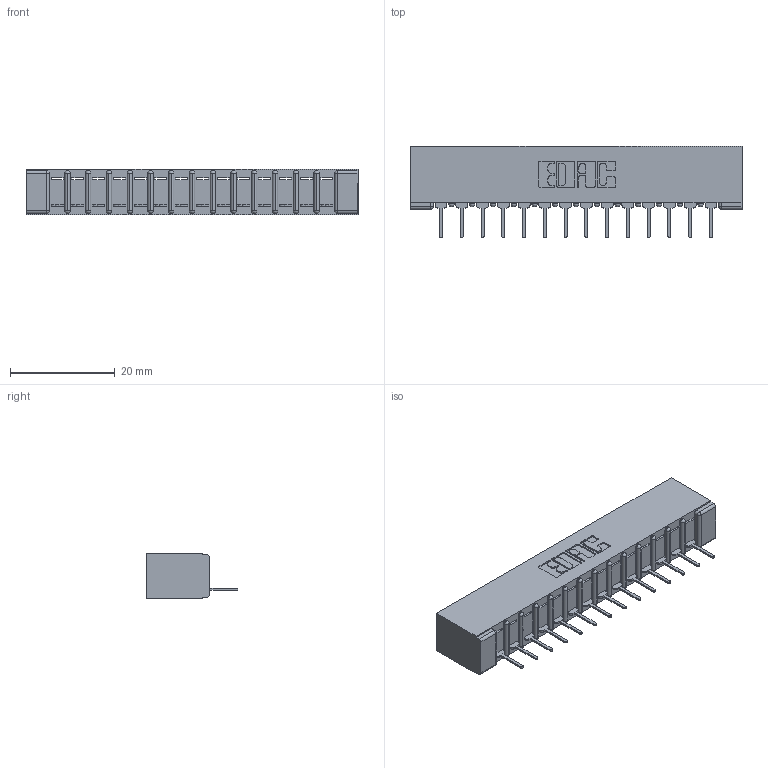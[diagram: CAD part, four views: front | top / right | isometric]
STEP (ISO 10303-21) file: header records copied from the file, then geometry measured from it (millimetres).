
FILE_DESCRIPTION (( 'STEP AP203' ), '1' );
FILE_NAME ('357-014-531-101.STEP', '2019-09-13T20:36:31', ( '' ), ( '' ), 'SwSTEP 2.0', 'SolidWorks 2016', '' );
FILE_SCHEMA (( 'CONFIG_CONTROL_DESIGN' ));
Length unit declared in the file: inch
Products named in the file (3): 357-014-531-101; 307 Part_No Mounting Lugs; 307-290-001_531
Assembly tree (15 placements, depth 2):
  357-014-531-101
    307 Part_No Mounting Lugs
    307-290-001_531  x14
Bounding box: 63.35 x 17.42 x 8.71 mm (x, y, z)
Volume: 4192.5 mm3; surface area: 6368.3 mm2
Topology: 15 solids, 15 shells, 909 faces, 2567 edges, 1650 vertices
Faces by surface type: plane 584, cylinder 295, sphere 30
Entity records: 15144 total; most frequent: CARTESIAN_POINT 2540, ORIENTED_EDGE 2526, DIRECTION 2485, EDGE_CURVE 1263, LINE 959, VECTOR 959, VERTEX_POINT 818, AXIS2_PLACEMENT_3D 763
